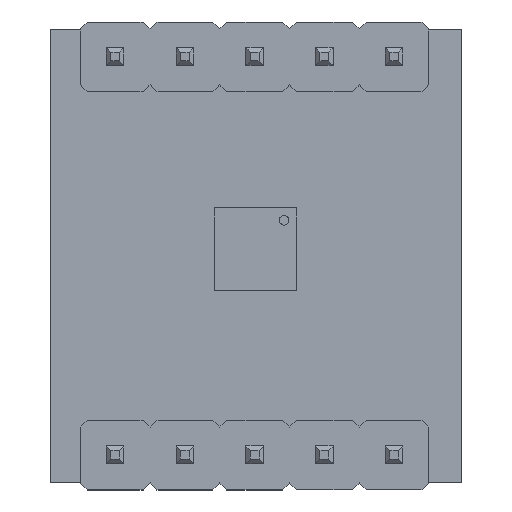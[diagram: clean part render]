
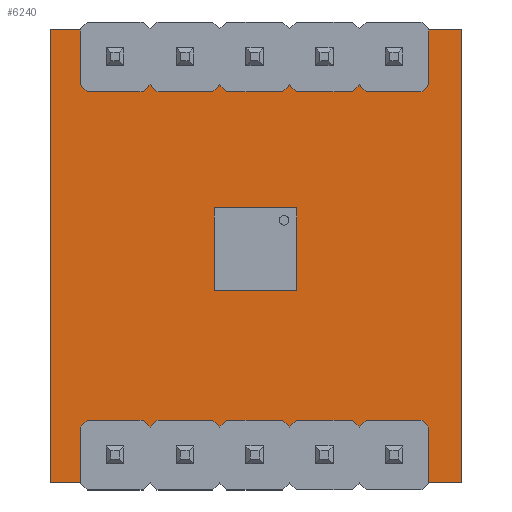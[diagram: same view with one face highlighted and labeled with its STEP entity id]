
A CAD part, top view. The second image highlights one B-rep face of the part: STEP entity #6240.
In plain terms, the highlighted planar face has unit normal (0, 0, 1).
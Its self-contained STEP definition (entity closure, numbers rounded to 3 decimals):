
#6018 = VERTEX_POINT('',#6019);
#6019 = CARTESIAN_POINT('',(134.05,-141.7,1.51));
#6025 = EDGE_CURVE('',#6018,#6026,#6028,.T.);
#6026 = VERTEX_POINT('',#6027);
#6027 = CARTESIAN_POINT('',(119.05,-141.7,1.51));
#6028 = LINE('',#6029,#6030);
#6029 = CARTESIAN_POINT('',(134.05,-141.7,1.51));
#6030 = VECTOR('',#6031,1.);
#6031 = DIRECTION('',(-1.,0.,0.));
#6058 = VERTEX_POINT('',#6059);
#6059 = CARTESIAN_POINT('',(134.05,-125.2,1.51));
#6065 = EDGE_CURVE('',#6058,#6018,#6066,.T.);
#6066 = LINE('',#6067,#6068);
#6067 = CARTESIAN_POINT('',(134.05,-125.2,1.51));
#6068 = VECTOR('',#6069,1.);
#6069 = DIRECTION('',(0.,-1.,0.));
#6087 = EDGE_CURVE('',#6026,#6088,#6090,.T.);
#6088 = VERTEX_POINT('',#6089);
#6089 = CARTESIAN_POINT('',(119.05,-125.2,1.51));
#6090 = LINE('',#6091,#6092);
#6091 = CARTESIAN_POINT('',(119.05,-141.7,1.51));
#6092 = VECTOR('',#6093,1.);
#6093 = DIRECTION('',(0.,1.,0.));
#6240 = ADVANCED_FACE('',(#6241,#6252,#6263,#6274,#6285,#6296,#6307,
    #6318,#6329,#6340,#6351),#6362,.T.);
#6241 = FACE_BOUND('',#6242,.T.);
#6242 = EDGE_LOOP('',(#6243,#6244,#6245,#6251));
#6243 = ORIENTED_EDGE('',*,*,#6025,.F.);
#6244 = ORIENTED_EDGE('',*,*,#6065,.F.);
#6245 = ORIENTED_EDGE('',*,*,#6246,.F.);
#6246 = EDGE_CURVE('',#6088,#6058,#6247,.T.);
#6247 = LINE('',#6248,#6249);
#6248 = CARTESIAN_POINT('',(119.05,-125.2,1.51));
#6249 = VECTOR('',#6250,1.);
#6250 = DIRECTION('',(1.,0.,0.));
#6251 = ORIENTED_EDGE('',*,*,#6087,.F.);
#6252 = FACE_BOUND('',#6253,.T.);
#6253 = EDGE_LOOP('',(#6254));
#6254 = ORIENTED_EDGE('',*,*,#6255,.T.);
#6255 = EDGE_CURVE('',#6256,#6256,#6258,.T.);
#6256 = VERTEX_POINT('',#6257);
#6257 = CARTESIAN_POINT('',(121.42,-141.2,1.51));
#6258 = CIRCLE('',#6259,0.5);
#6259 = AXIS2_PLACEMENT_3D('',#6260,#6261,#6262);
#6260 = CARTESIAN_POINT('',(121.42,-140.7,1.51));
#6261 = DIRECTION('',(-0.,0.,-1.));
#6262 = DIRECTION('',(-0.,-1.,0.));
#6263 = FACE_BOUND('',#6264,.T.);
#6264 = EDGE_LOOP('',(#6265));
#6265 = ORIENTED_EDGE('',*,*,#6266,.T.);
#6266 = EDGE_CURVE('',#6267,#6267,#6269,.T.);
#6267 = VERTEX_POINT('',#6268);
#6268 = CARTESIAN_POINT('',(123.96,-141.2,1.51));
#6269 = CIRCLE('',#6270,0.5);
#6270 = AXIS2_PLACEMENT_3D('',#6271,#6272,#6273);
#6271 = CARTESIAN_POINT('',(123.96,-140.7,1.51));
#6272 = DIRECTION('',(-0.,0.,-1.));
#6273 = DIRECTION('',(-0.,-1.,0.));
#6274 = FACE_BOUND('',#6275,.T.);
#6275 = EDGE_LOOP('',(#6276));
#6276 = ORIENTED_EDGE('',*,*,#6277,.T.);
#6277 = EDGE_CURVE('',#6278,#6278,#6280,.T.);
#6278 = VERTEX_POINT('',#6279);
#6279 = CARTESIAN_POINT('',(126.5,-141.2,1.51));
#6280 = CIRCLE('',#6281,0.5);
#6281 = AXIS2_PLACEMENT_3D('',#6282,#6283,#6284);
#6282 = CARTESIAN_POINT('',(126.5,-140.7,1.51));
#6283 = DIRECTION('',(-0.,0.,-1.));
#6284 = DIRECTION('',(-0.,-1.,0.));
#6285 = FACE_BOUND('',#6286,.T.);
#6286 = EDGE_LOOP('',(#6287));
#6287 = ORIENTED_EDGE('',*,*,#6288,.T.);
#6288 = EDGE_CURVE('',#6289,#6289,#6291,.T.);
#6289 = VERTEX_POINT('',#6290);
#6290 = CARTESIAN_POINT('',(129.04,-141.2,1.51));
#6291 = CIRCLE('',#6292,0.5);
#6292 = AXIS2_PLACEMENT_3D('',#6293,#6294,#6295);
#6293 = CARTESIAN_POINT('',(129.04,-140.7,1.51));
#6294 = DIRECTION('',(-0.,0.,-1.));
#6295 = DIRECTION('',(-0.,-1.,0.));
#6296 = FACE_BOUND('',#6297,.T.);
#6297 = EDGE_LOOP('',(#6298));
#6298 = ORIENTED_EDGE('',*,*,#6299,.T.);
#6299 = EDGE_CURVE('',#6300,#6300,#6302,.T.);
#6300 = VERTEX_POINT('',#6301);
#6301 = CARTESIAN_POINT('',(131.58,-141.2,1.51));
#6302 = CIRCLE('',#6303,0.5);
#6303 = AXIS2_PLACEMENT_3D('',#6304,#6305,#6306);
#6304 = CARTESIAN_POINT('',(131.58,-140.7,1.51));
#6305 = DIRECTION('',(-0.,0.,-1.));
#6306 = DIRECTION('',(-0.,-1.,0.));
#6307 = FACE_BOUND('',#6308,.T.);
#6308 = EDGE_LOOP('',(#6309));
#6309 = ORIENTED_EDGE('',*,*,#6310,.T.);
#6310 = EDGE_CURVE('',#6311,#6311,#6313,.T.);
#6311 = VERTEX_POINT('',#6312);
#6312 = CARTESIAN_POINT('',(121.42,-126.7,1.51));
#6313 = CIRCLE('',#6314,0.5);
#6314 = AXIS2_PLACEMENT_3D('',#6315,#6316,#6317);
#6315 = CARTESIAN_POINT('',(121.42,-126.2,1.51));
#6316 = DIRECTION('',(-0.,0.,-1.));
#6317 = DIRECTION('',(-0.,-1.,0.));
#6318 = FACE_BOUND('',#6319,.T.);
#6319 = EDGE_LOOP('',(#6320));
#6320 = ORIENTED_EDGE('',*,*,#6321,.T.);
#6321 = EDGE_CURVE('',#6322,#6322,#6324,.T.);
#6322 = VERTEX_POINT('',#6323);
#6323 = CARTESIAN_POINT('',(123.96,-126.7,1.51));
#6324 = CIRCLE('',#6325,0.5);
#6325 = AXIS2_PLACEMENT_3D('',#6326,#6327,#6328);
#6326 = CARTESIAN_POINT('',(123.96,-126.2,1.51));
#6327 = DIRECTION('',(-0.,0.,-1.));
#6328 = DIRECTION('',(-0.,-1.,0.));
#6329 = FACE_BOUND('',#6330,.T.);
#6330 = EDGE_LOOP('',(#6331));
#6331 = ORIENTED_EDGE('',*,*,#6332,.T.);
#6332 = EDGE_CURVE('',#6333,#6333,#6335,.T.);
#6333 = VERTEX_POINT('',#6334);
#6334 = CARTESIAN_POINT('',(126.5,-126.7,1.51));
#6335 = CIRCLE('',#6336,0.5);
#6336 = AXIS2_PLACEMENT_3D('',#6337,#6338,#6339);
#6337 = CARTESIAN_POINT('',(126.5,-126.2,1.51));
#6338 = DIRECTION('',(-0.,0.,-1.));
#6339 = DIRECTION('',(-0.,-1.,0.));
#6340 = FACE_BOUND('',#6341,.T.);
#6341 = EDGE_LOOP('',(#6342));
#6342 = ORIENTED_EDGE('',*,*,#6343,.T.);
#6343 = EDGE_CURVE('',#6344,#6344,#6346,.T.);
#6344 = VERTEX_POINT('',#6345);
#6345 = CARTESIAN_POINT('',(129.04,-126.7,1.51));
#6346 = CIRCLE('',#6347,0.5);
#6347 = AXIS2_PLACEMENT_3D('',#6348,#6349,#6350);
#6348 = CARTESIAN_POINT('',(129.04,-126.2,1.51));
#6349 = DIRECTION('',(-0.,0.,-1.));
#6350 = DIRECTION('',(-0.,-1.,0.));
#6351 = FACE_BOUND('',#6352,.T.);
#6352 = EDGE_LOOP('',(#6353));
#6353 = ORIENTED_EDGE('',*,*,#6354,.T.);
#6354 = EDGE_CURVE('',#6355,#6355,#6357,.T.);
#6355 = VERTEX_POINT('',#6356);
#6356 = CARTESIAN_POINT('',(131.58,-126.7,1.51));
#6357 = CIRCLE('',#6358,0.5);
#6358 = AXIS2_PLACEMENT_3D('',#6359,#6360,#6361);
#6359 = CARTESIAN_POINT('',(131.58,-126.2,1.51));
#6360 = DIRECTION('',(-0.,0.,-1.));
#6361 = DIRECTION('',(-0.,-1.,0.));
#6362 = PLANE('',#6363);
#6363 = AXIS2_PLACEMENT_3D('',#6364,#6365,#6366);
#6364 = CARTESIAN_POINT('',(0.,0.,1.51));
#6365 = DIRECTION('',(0.,0.,1.));
#6366 = DIRECTION('',(1.,0.,-0.));
